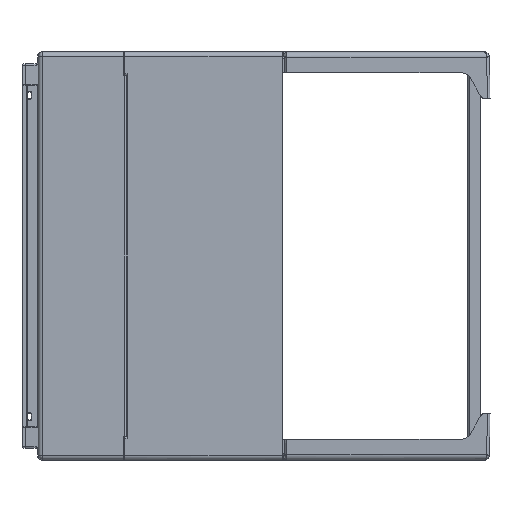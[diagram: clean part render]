
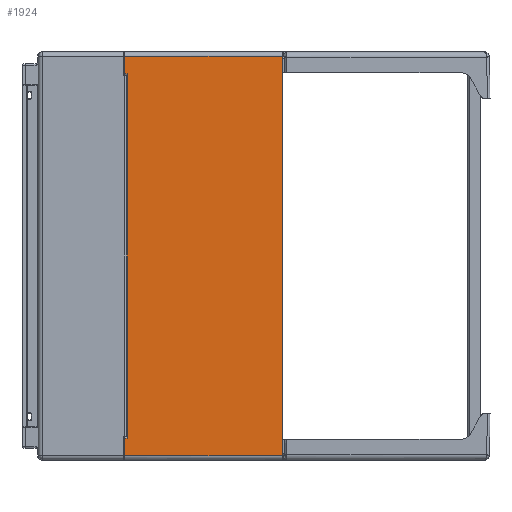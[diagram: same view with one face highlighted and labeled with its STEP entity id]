
A CAD part, left-side view. The second image highlights one B-rep face of the part: STEP entity #1924.
In plain terms, the highlighted planar face has unit normal (-1, 0, 0).
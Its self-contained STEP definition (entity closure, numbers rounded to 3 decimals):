
#1924=ADVANCED_FACE('',(#6811),#6812,.T.);
#6811=FACE_OUTER_BOUND('',#35171,.T.);
#6812=PLANE('',#35172);
#35171=EDGE_LOOP('',(#53755,#53756,#53757,#53758,#53759,#53760,#53761,#53762));
#35172=AXIS2_PLACEMENT_3D('',#53763,#53764,#53765);
#53755=ORIENTED_EDGE('',*,*,#67937,.T.);
#53756=ORIENTED_EDGE('',*,*,#67942,.T.);
#53757=ORIENTED_EDGE('',*,*,#67968,.T.);
#53758=ORIENTED_EDGE('',*,*,#67967,.F.);
#53759=ORIENTED_EDGE('',*,*,#67969,.F.);
#53760=ORIENTED_EDGE('',*,*,#67956,.F.);
#53761=ORIENTED_EDGE('',*,*,#67970,.F.);
#53762=ORIENTED_EDGE('',*,*,#67971,.T.);
#53763=CARTESIAN_POINT('',(-154.5,697.5,0.0));
#53764=DIRECTION('',(-1.0,0.0,0.0));
#53765=DIRECTION('',(0.0,0.0,1.0));
#67937=EDGE_CURVE('',#78011,#78012,#78013,.T.);
#67942=EDGE_CURVE('',#78012,#78019,#78021,.T.);
#67956=EDGE_CURVE('',#78046,#78048,#78049,.T.);
#67967=EDGE_CURVE('',#78066,#78060,#78068,.T.);
#67968=EDGE_CURVE('',#78019,#78060,#78069,.T.);
#67969=EDGE_CURVE('',#78048,#78066,#78070,.T.);
#67970=EDGE_CURVE('',#78071,#78046,#78072,.T.);
#67971=EDGE_CURVE('',#78071,#78011,#78073,.T.);
#78011=VERTEX_POINT('',#102443);
#78012=VERTEX_POINT('',#102444);
#78013=LINE('',#102445,#102446);
#78019=VERTEX_POINT('',#102465);
#78021=LINE('',#102471,#102472);
#78046=VERTEX_POINT('',#102515);
#78048=VERTEX_POINT('',#102523);
#78049=LINE('',#102524,#102525);
#78060=VERTEX_POINT('',#102545);
#78066=VERTEX_POINT('',#102553);
#78068=LINE('',#102555,#102556);
#78069=LINE('',#102557,#102558);
#78070=LINE('',#102559,#102560);
#78071=VERTEX_POINT('',#102561);
#78072=LINE('',#102562,#102563);
#78073=LINE('',#102564,#102565);
#102443=CARTESIAN_POINT('',(-154.5,399.489,384.141));
#102444=CARTESIAN_POINT('',(-154.5,702.503,384.141));
#102445=CARTESIAN_POINT('',(-154.5,399.489,384.141));
#102446=VECTOR('',#117505,303.014);
#102465=CARTESIAN_POINT('',(-154.5,702.503,350.5));
#102471=CARTESIAN_POINT('',(-154.5,702.503,384.141));
#102472=VECTOR('',#117507,33.641);
#102515=CARTESIAN_POINT('',(-154.5,702.503,-384.141));
#102523=CARTESIAN_POINT('',(-154.5,702.503,-350.5));
#102524=CARTESIAN_POINT('',(-154.5,702.503,-384.141));
#102525=VECTOR('',#117518,33.641);
#102545=CARTESIAN_POINT('',(-154.5,697.5,350.5));
#102553=CARTESIAN_POINT('',(-154.5,697.5,-350.5));
#102555=CARTESIAN_POINT('',(-154.5,697.5,-350.5));
#102556=VECTOR('',#117532,701.0);
#102557=CARTESIAN_POINT('',(-154.5,702.503,350.5));
#102558=VECTOR('',#117533,5.003);
#102559=CARTESIAN_POINT('',(-154.5,702.503,-350.5));
#102560=VECTOR('',#117534,5.003);
#102561=CARTESIAN_POINT('',(-154.5,399.489,-384.141));
#102562=CARTESIAN_POINT('',(-154.5,399.489,-384.141));
#102563=VECTOR('',#117535,303.014);
#102564=CARTESIAN_POINT('',(-154.5,399.489,-384.141));
#102565=VECTOR('',#117536,768.282);
#117505=DIRECTION('',(0.0,1.0,0.0));
#117507=DIRECTION('',(0.0,0.0,-1.0));
#117518=DIRECTION('',(0.0,0.0,1.0));
#117532=DIRECTION('',(0.0,0.0,1.0));
#117533=DIRECTION('',(0.0,-1.0,0.0));
#117534=DIRECTION('',(0.0,-1.0,0.0));
#117535=DIRECTION('',(0.0,1.0,0.0));
#117536=DIRECTION('',(0.0,0.0,1.0));
